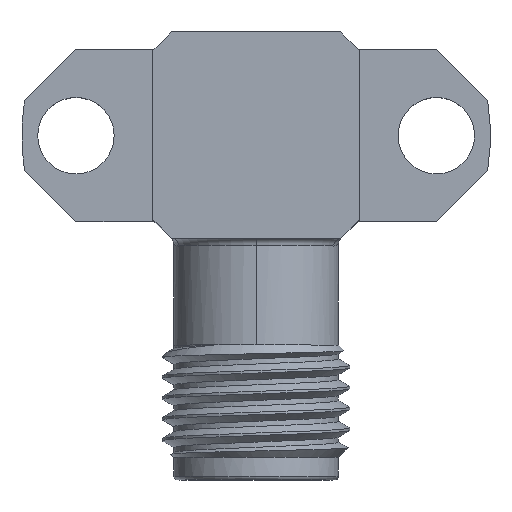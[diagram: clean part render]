
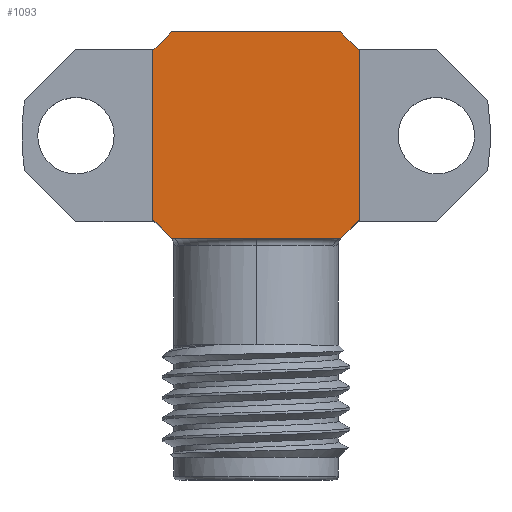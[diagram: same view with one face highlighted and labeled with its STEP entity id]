
A CAD part, top view. The second image highlights one B-rep face of the part: STEP entity #1093.
In plain terms, the highlighted planar face has unit normal (0, 0, 1).
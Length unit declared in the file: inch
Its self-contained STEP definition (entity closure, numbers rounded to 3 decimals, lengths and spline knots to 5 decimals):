
#251 = EDGE_CURVE ( 'NONE', #1515, #3889, #1847, .T. ) ;
#254 = DIRECTION ( 'NONE',  ( -1., 0., 0. ) ) ;
#288 = EDGE_CURVE ( 'NONE', #3889, #1514, #1181, .T. ) ;
#352 = CARTESIAN_POINT ( 'NONE',  ( -0.1378, 0.1128, 0.1378 ) ) ;
#395 = DIRECTION ( 'NONE',  ( 0.707, -0.707, 0. ) ) ;
#528 = VERTEX_POINT ( 'NONE', #664 ) ;
#628 = LINE ( 'NONE', #1918, #1925 ) ;
#635 = DIRECTION ( 'NONE',  ( -0.707, -0.707, 0. ) ) ;
#664 = CARTESIAN_POINT ( 'NONE',  ( 0.1128, -0.1378, 0.1378 ) ) ;
#729 = VECTOR ( 'NONE', #1804, 39.37008 ) ;
#772 = PLANE ( 'NONE',  #2398 ) ;
#854 = CARTESIAN_POINT ( 'NONE',  ( 0.1128, 0.1378, 0.1378 ) ) ;
#888 = VECTOR ( 'NONE', #4078, 39.37008 ) ;
#1093 = ADVANCED_FACE ( 'NONE', ( #3645 ), #772, .F. ) ;
#1095 = LINE ( 'NONE', #3605, #2459 ) ;
#1129 = ORIENTED_EDGE ( 'NONE', *, *, #1247, .T. ) ;
#1153 = VECTOR ( 'NONE', #2207, 39.37008 ) ;
#1181 = LINE ( 'NONE', #3500, #4146 ) ;
#1209 = CARTESIAN_POINT ( 'NONE',  ( -0.1378, -0.1378, 0.1378 ) ) ;
#1244 = EDGE_CURVE ( 'NONE', #2687, #528, #2701, .T. ) ;
#1247 = EDGE_CURVE ( 'NONE', #2390, #2687, #1095, .T. ) ;
#1288 = VECTOR ( 'NONE', #3648, 39.37008 ) ;
#1422 = EDGE_CURVE ( 'NONE', #1642, #2390, #2835, .T. ) ;
#1514 = VERTEX_POINT ( 'NONE', #854 ) ;
#1515 = VERTEX_POINT ( 'NONE', #2510 ) ;
#1642 = VERTEX_POINT ( 'NONE', #352 ) ;
#1804 = DIRECTION ( 'NONE',  ( 0.707, 0.707, 0. ) ) ;
#1823 = LINE ( 'NONE', #2498, #729 ) ;
#1847 = LINE ( 'NONE', #3770, #888 ) ;
#1918 = CARTESIAN_POINT ( 'NONE',  ( -0.1378, 0.1378, 0.1378 ) ) ;
#1925 = VECTOR ( 'NONE', #3224, 39.37008 ) ;
#1949 = VERTEX_POINT ( 'NONE', #3584 ) ;
#1957 = CARTESIAN_POINT ( 'NONE',  ( 0.1378, 0.1128, 0.1378 ) ) ;
#1995 = ORIENTED_EDGE ( 'NONE', *, *, #2043, .T. ) ;
#2043 = EDGE_CURVE ( 'NONE', #1949, #1642, #2544, .T. ) ;
#2067 = VECTOR ( 'NONE', #635, 39.37008 ) ;
#2207 = DIRECTION ( 'NONE',  ( 0., -1., 0. ) ) ;
#2312 = CARTESIAN_POINT ( 'NONE',  ( -0.1378, -0.1378, 0.1378 ) ) ;
#2390 = VERTEX_POINT ( 'NONE', #2887 ) ;
#2398 = AXIS2_PLACEMENT_3D ( 'NONE', #3105, #3432, #254 ) ;
#2459 = VECTOR ( 'NONE', #395, 39.37008 ) ;
#2498 = CARTESIAN_POINT ( 'NONE',  ( 0.1378, -0.1128, 0.1378 ) ) ;
#2510 = CARTESIAN_POINT ( 'NONE',  ( 0.1378, -0.1128, 0.1378 ) ) ;
#2544 = LINE ( 'NONE', #3532, #2067 ) ;
#2687 = VERTEX_POINT ( 'NONE', #3768 ) ;
#2701 = LINE ( 'NONE', #2312, #1288 ) ;
#2835 = LINE ( 'NONE', #1209, #1153 ) ;
#2887 = CARTESIAN_POINT ( 'NONE',  ( -0.1378, -0.1128, 0.1378 ) ) ;
#3100 = ORIENTED_EDGE ( 'NONE', *, *, #1244, .T. ) ;
#3105 = CARTESIAN_POINT ( 'NONE',  ( 0., 0., 0.1378 ) ) ;
#3202 = ORIENTED_EDGE ( 'NONE', *, *, #1422, .T. ) ;
#3224 = DIRECTION ( 'NONE',  ( -1., 0., 0. ) ) ;
#3230 = EDGE_CURVE ( 'NONE', #1514, #1949, #628, .T. ) ;
#3432 = DIRECTION ( 'NONE',  ( 0., 0., -1. ) ) ;
#3500 = CARTESIAN_POINT ( 'NONE',  ( 0.1128, 0.1378, 0.1378 ) ) ;
#3532 = CARTESIAN_POINT ( 'NONE',  ( -0.1378, 0.1128, 0.1378 ) ) ;
#3584 = CARTESIAN_POINT ( 'NONE',  ( -0.1128, 0.1378, 0.1378 ) ) ;
#3605 = CARTESIAN_POINT ( 'NONE',  ( -0.1128, -0.1378, 0.1378 ) ) ;
#3645 = FACE_OUTER_BOUND ( 'NONE', #4066, .T. ) ;
#3648 = DIRECTION ( 'NONE',  ( 1., 0., 0. ) ) ;
#3757 = ORIENTED_EDGE ( 'NONE', *, *, #288, .T. ) ;
#3768 = CARTESIAN_POINT ( 'NONE',  ( -0.1128, -0.1378, 0.1378 ) ) ;
#3770 = CARTESIAN_POINT ( 'NONE',  ( 0.1378, -0.1378, 0.1378 ) ) ;
#3889 = VERTEX_POINT ( 'NONE', #1957 ) ;
#3904 = ORIENTED_EDGE ( 'NONE', *, *, #3230, .T. ) ;
#3959 = EDGE_CURVE ( 'NONE', #528, #1515, #1823, .T. ) ;
#3981 = ORIENTED_EDGE ( 'NONE', *, *, #251, .T. ) ;
#4066 = EDGE_LOOP ( 'NONE', ( #3202, #1129, #3100, #4167, #3981, #3757, #3904, #1995 ) ) ;
#4078 = DIRECTION ( 'NONE',  ( 0., 1., 0. ) ) ;
#4141 = DIRECTION ( 'NONE',  ( -0.707, 0.707, 0. ) ) ;
#4146 = VECTOR ( 'NONE', #4141, 39.37008 ) ;
#4167 = ORIENTED_EDGE ( 'NONE', *, *, #3959, .T. ) ;
